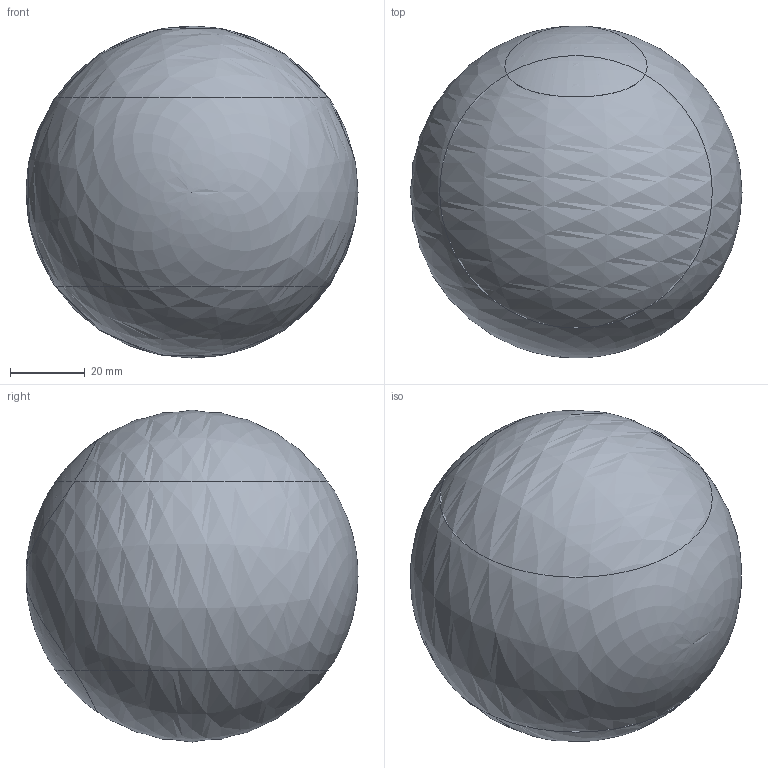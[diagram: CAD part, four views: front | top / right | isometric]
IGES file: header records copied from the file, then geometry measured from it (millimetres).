
Start section: SolidWorks IGES file using analytic representation for surfaces
Global section: file name: 521-B.IGS; native system: SolidWorks 2013; preprocessor: SolidWorks 2013; author: igipson; date: 130731.154726; units: inch
Bounding box: 88.9 x 88.9 x 88.9 mm (x, y, z)
Surface area: 41927.5 mm2 (no closed solid volume)
Topology: 0 solids, 0 shells, 7 faces, 379 edges, 378 vertices
Faces by surface type: revolution 5, bspline 2
